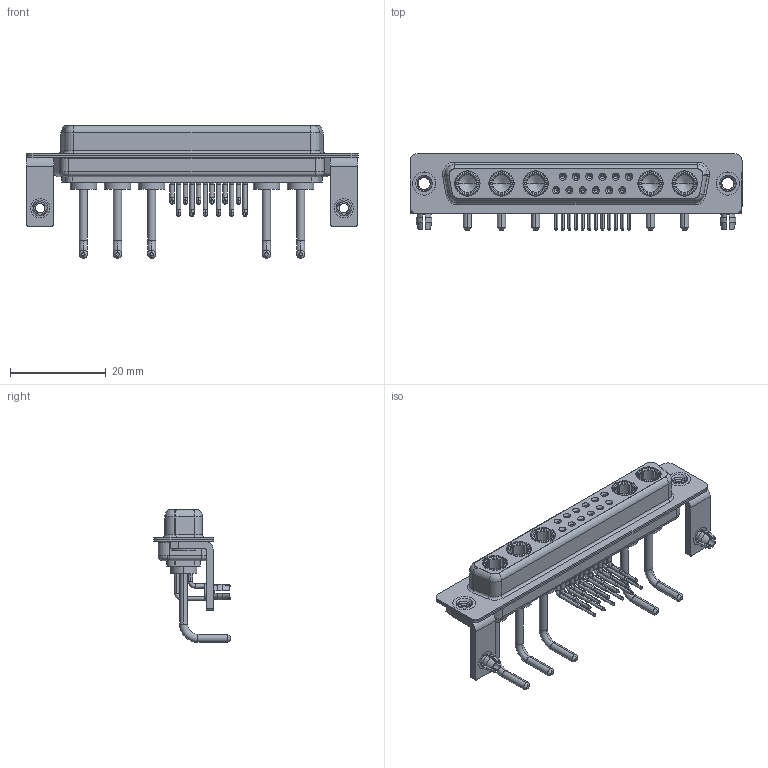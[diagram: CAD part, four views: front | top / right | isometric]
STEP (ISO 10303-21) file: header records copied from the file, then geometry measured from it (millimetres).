
FILE_DESCRIPTION (( 'STEP AP203' ), '1' );
FILE_NAME ('630-17W5650-1TB.STEP', '2022-06-07T00:27:08', ( '' ), ( '' ), 'SwSTEP 2.0', 'SolidWorks 2020', '' );
FILE_SCHEMA (( 'CONFIG_CONTROL_DESIGN' ));
Length unit declared in the file: millimetre
Products named in the file (10): 630Combo Threaded Rivet_B; 630Combo Shell Rear_37 Contacts; 630Combo Housing_17W5; 630Combo Contact Row 2; Power Socket_Ext 10A RA; 630Combo Shell Front_37 Contacts; 630Combo Board Lock; 630Combo Contact Row 1; 630-17W5650-1TB; 630Combo Stabilizer Bracket
Assembly tree (26 placements, depth 2):
  630-17W5650-1TB
    630Combo Housing_17W5
    630Combo Shell Front_37 Contacts
    630Combo Shell Rear_37 Contacts
    630Combo Threaded Rivet_B  x2
    630Combo Stabilizer Bracket  x2
    630Combo Board Lock  x2
    Power Socket_Ext 10A RA  x5
    630Combo Contact Row 1  x6
    630Combo Contact Row 2  x6
Bounding box: 69.4 x 16 x 27.78 mm (x, y, z)
Volume: 5764.9 mm3; surface area: 13118.9 mm2
Topology: 31 solids, 31 shells, 1435 faces, 3679 edges, 2338 vertices
Faces by surface type: cylinder 588, plane 460, cone 241, torus 87, bspline 59
Entity records: 22543 total; most frequent: CARTESIAN_POINT 5286, DIRECTION 3562, ORIENTED_EDGE 3136, EDGE_CURVE 1568, AXIS2_PLACEMENT_3D 1461, VERTEX_POINT 1003, CIRCLE 799, EDGE_LOOP 759
